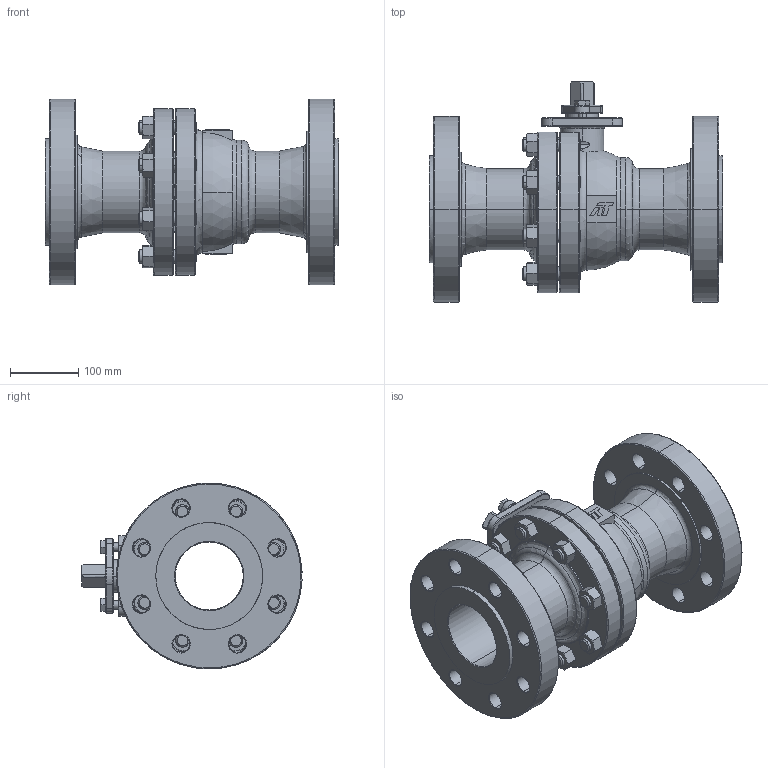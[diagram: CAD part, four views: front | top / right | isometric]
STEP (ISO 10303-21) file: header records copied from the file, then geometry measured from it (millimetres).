
FILE_DESCRIPTION (( 'STEP AP214' ), '1' );
FILE_NAME ('FM-F6-0400-XXX.step', '2019-10-30T12:43:29', ( '' ), ( '' ), 'SwSTEP 2.0', 'SolidWorks 2019', '' );
FILE_SCHEMA (( 'AUTOMOTIVE_DESIGN' ));
Length unit declared in the file: inch
Products named in the file (1): FM-F6-0400-XXX
Bounding box: 432 x 323.36 x 273 mm (x, y, z)
Surface area: 750897.2 mm2 (no closed solid volume)
Topology: 0 solids, 37 shells, 559 faces, 1509 edges, 991 vertices
Faces by surface type: plane 177, cylinder 148, cone 145, torus 65, bspline 20, sphere 4
Entity records: 43704 total; most frequent: CARTESIAN_POINT 25524, ORIENTED_EDGE 2643, EDGE_CURVE 1509, B_SPLINE_CURVE_WITH_KNOTS 1457, DIRECTION 1156, VERTEX_POINT 991, EDGE_LOOP 664, AXIS2_PLACEMENT_3D 564
